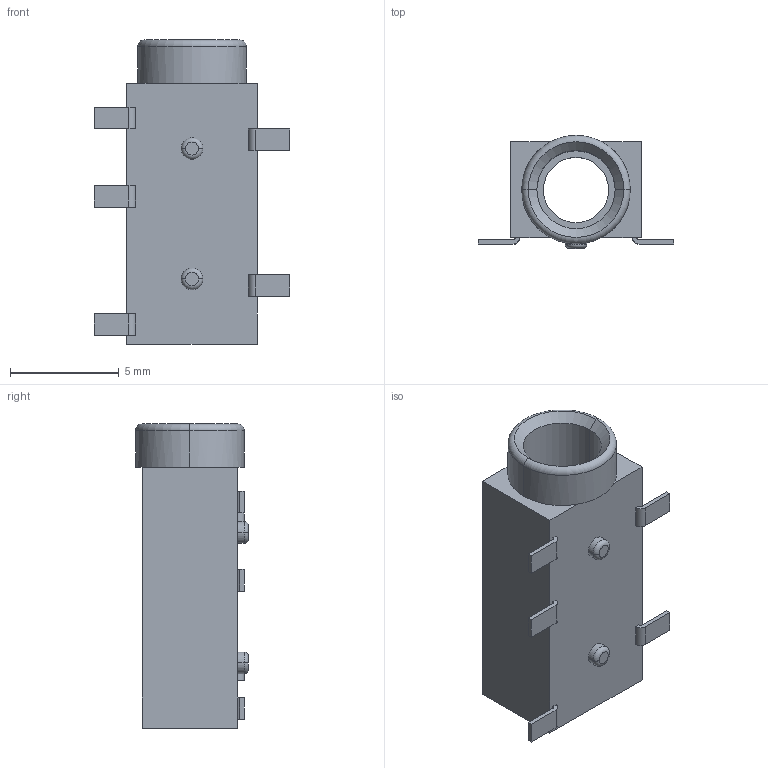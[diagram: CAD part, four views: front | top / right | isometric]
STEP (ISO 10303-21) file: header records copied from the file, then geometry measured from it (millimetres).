
FILE_DESCRIPTION (( 'STEP AP214' ), '1' );
FILE_NAME ('10038075-A1PLF.STEP', '2023-09-26T21:24:03', ( '' ), ( '' ), 'SwSTEP 2.0', 'SolidWorks 2021', '' );
FILE_SCHEMA (( 'AUTOMOTIVE_DESIGN' ));
Length unit declared in the file: millimetre
Products named in the file (1): 10038075-A1PLF
Bounding box: 9 x 5.2 x 14 mm (x, y, z)
Volume: 227.4 mm3; surface area: 495.4 mm2
Topology: 6 solids, 6 shells, 70 faces, 154 edges, 98 vertices
Faces by surface type: plane 42, cylinder 20, torus 6, cone 2
Entity records: 2005 total; most frequent: DIRECTION 352, CARTESIAN_POINT 323, ORIENTED_EDGE 308, EDGE_CURVE 154, AXIS2_PLACEMENT_3D 127, VERTEX_POINT 98, VECTOR 98, LINE 98
